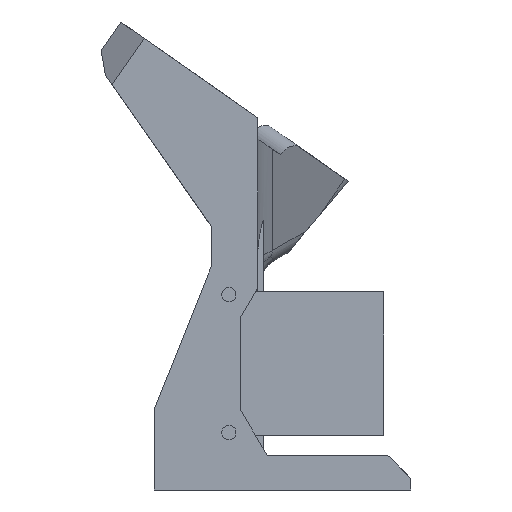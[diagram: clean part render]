
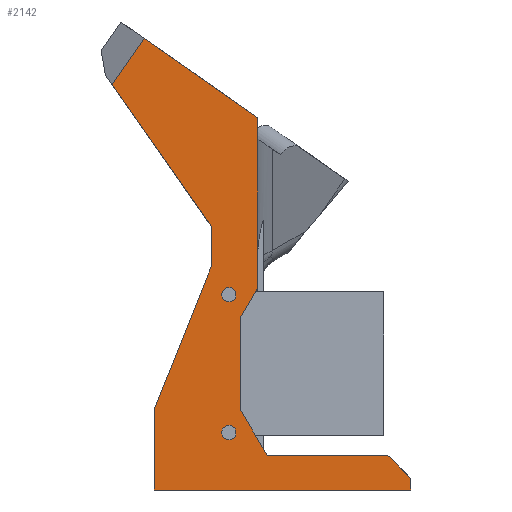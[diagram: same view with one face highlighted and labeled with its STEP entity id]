
A CAD part, left-side view. The second image highlights one B-rep face of the part: STEP entity #2142.
In plain terms, the highlighted planar face has unit normal (-1, 0, 0).
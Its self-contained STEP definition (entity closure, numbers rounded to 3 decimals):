
#78 = LINE ( 'NONE', #2029, #3135 ) ;
#102 = CARTESIAN_POINT ( 'NONE',  ( 0., 0., 6. ) ) ;
#153 = VECTOR ( 'NONE', #1058, 1000. ) ;
#162 = CARTESIAN_POINT ( 'NONE',  ( 0., 31.7, 34. ) ) ;
#208 = LINE ( 'NONE', #1801, #3060 ) ;
#230 = VERTEX_POINT ( 'NONE', #3099 ) ;
#239 = EDGE_CURVE ( 'NONE', #3109, #3963, #3263, .T. ) ;
#265 = FACE_BOUND ( 'NONE', #3751, .T. ) ;
#278 = LINE ( 'NONE', #4215, #2185 ) ;
#305 = ORIENTED_EDGE ( 'NONE', *, *, #1389, .F. ) ;
#370 = DIRECTION ( 'NONE',  ( 0., 0.371, -0.928 ) ) ;
#387 = ORIENTED_EDGE ( 'NONE', *, *, #1451, .F. ) ;
#427 = LINE ( 'NONE', #736, #1614 ) ;
#469 = EDGE_CURVE ( 'NONE', #3446, #3509, #208, .T. ) ;
#485 = CARTESIAN_POINT ( 'NONE',  ( 0., 44.7, 0. ) ) ;
#486 = DIRECTION ( 'NONE',  ( 0., -0.506, -0.863 ) ) ;
#500 = EDGE_CURVE ( 'NONE', #655, #1743, #2440, .T. ) ;
#537 = AXIS2_PLACEMENT_3D ( 'NONE', #3048, #1090, #3754 ) ;
#589 = VERTEX_POINT ( 'NONE', #3315 ) ;
#595 = VERTEX_POINT ( 'NONE', #3735 ) ;
#621 = ORIENTED_EDGE ( 'NONE', *, *, #3244, .F. ) ;
#655 = VERTEX_POINT ( 'NONE', #1420 ) ;
#686 = LINE ( 'NONE', #2655, #4071 ) ;
#706 = LINE ( 'NONE', #102, #1493 ) ;
#736 = CARTESIAN_POINT ( 'NONE',  ( 0., 26.7, 39. ) ) ;
#761 = ORIENTED_EDGE ( 'NONE', *, *, #3481, .F. ) ;
#783 = EDGE_CURVE ( 'NONE', #230, #4211, #1215, .T. ) ;
#812 = VECTOR ( 'NONE', #2470, 1000. ) ;
#891 = VERTEX_POINT ( 'NONE', #2956 ) ;
#902 = ORIENTED_EDGE ( 'NONE', *, *, #1385, .F. ) ;
#926 = DIRECTION ( 'NONE',  ( 0., 0.506, -0.863 ) ) ;
#969 = CARTESIAN_POINT ( 'NONE',  ( 0., 25.007, 6. ) ) ;
#972 = DIRECTION ( 'NONE',  ( 1., 0., 0. ) ) ;
#1015 = DIRECTION ( 'NONE',  ( 0., 0., -1. ) ) ;
#1045 = DIRECTION ( 'NONE',  ( 0., -0.707, -0.707 ) ) ;
#1058 = DIRECTION ( 'NONE',  ( 0., -0.574, -0.819 ) ) ;
#1073 = EDGE_CURVE ( 'NONE', #595, #655, #1362, .T. ) ;
#1078 = VERTEX_POINT ( 'NONE', #3416 ) ;
#1090 = DIRECTION ( 'NONE',  ( -1., 0., 0. ) ) ;
#1122 = CARTESIAN_POINT ( 'NONE',  ( 0., 31.7, 32.75 ) ) ;
#1131 = ORIENTED_EDGE ( 'NONE', *, *, #469, .T. ) ;
#1203 = DIRECTION ( 'NONE',  ( 0., -0.819, -0.574 ) ) ;
#1215 = CIRCLE ( 'NONE', #3491, 1.25 ) ;
#1224 = AXIS2_PLACEMENT_3D ( 'NONE', #1598, #972, #1015 ) ;
#1251 = LINE ( 'NONE', #2894, #1776 ) ;
#1266 = CARTESIAN_POINT ( 'NONE',  ( 0., 44.7, 14. ) ) ;
#1278 = ORIENTED_EDGE ( 'NONE', *, *, #4146, .F. ) ;
#1333 = LINE ( 'NONE', #2694, #1489 ) ;
#1362 = LINE ( 'NONE', #2359, #1611 ) ;
#1372 = DIRECTION ( 'NONE',  ( 0., 0., -1. ) ) ;
#1385 = EDGE_CURVE ( 'NONE', #3703, #1842, #1333, .T. ) ;
#1389 = EDGE_CURVE ( 'NONE', #3101, #1672, #427, .T. ) ;
#1419 = AXIS2_PLACEMENT_3D ( 'NONE', #162, #2130, #3526 ) ;
#1420 = CARTESIAN_POINT ( 'NONE',  ( 0., 29.7, 14.003 ) ) ;
#1441 = ORIENTED_EDGE ( 'NONE', *, *, #2463, .F. ) ;
#1451 = EDGE_CURVE ( 'NONE', #3963, #3109, #1491, .T. ) ;
#1483 = VECTOR ( 'NONE', #486, 1000. ) ;
#1489 = VECTOR ( 'NONE', #1045, 1000. ) ;
#1491 = CIRCLE ( 'NONE', #537, 1.25 ) ;
#1493 = VECTOR ( 'NONE', #1789, 1000. ) ;
#1501 = ORIENTED_EDGE ( 'NONE', *, *, #500, .F. ) ;
#1517 = LINE ( 'NONE', #2838, #3217 ) ;
#1533 = CARTESIAN_POINT ( 'NONE',  ( 0., 49.84, 73.713 ) ) ;
#1578 = FACE_BOUND ( 'NONE', #3851, .T. ) ;
#1594 = ORIENTED_EDGE ( 'NONE', *, *, #4141, .T. ) ;
#1598 = CARTESIAN_POINT ( 'NONE',  ( 0., 0., 6. ) ) ;
#1611 = VECTOR ( 'NONE', #3743, 1000. ) ;
#1614 = VECTOR ( 'NONE', #2352, 1000. ) ;
#1672 = VERTEX_POINT ( 'NONE', #2884 ) ;
#1714 = LINE ( 'NONE', #2537, #2597 ) ;
#1743 = VERTEX_POINT ( 'NONE', #969 ) ;
#1750 = ORIENTED_EDGE ( 'NONE', *, *, #2376, .T. ) ;
#1765 = DIRECTION ( 'NONE',  ( 0., 0., -1. ) ) ;
#1776 = VECTOR ( 'NONE', #3205, 1000. ) ;
#1789 = DIRECTION ( 'NONE',  ( 0., -1., 0. ) ) ;
#1801 = CARTESIAN_POINT ( 'NONE',  ( 0., 44.7, 6. ) ) ;
#1805 = ORIENTED_EDGE ( 'NONE', *, *, #2769, .T. ) ;
#1842 = VERTEX_POINT ( 'NONE', #2706 ) ;
#2029 = CARTESIAN_POINT ( 'NONE',  ( 0., 34.7, 39. ) ) ;
#2130 = DIRECTION ( 'NONE',  ( -1., 0., 0. ) ) ;
#2142 = ADVANCED_FACE ( 'NONE', ( #2282, #265, #1578 ), #4209, .F. ) ;
#2185 = VECTOR ( 'NONE', #926, 1000. ) ;
#2282 = FACE_OUTER_BOUND ( 'NONE', #2851, .T. ) ;
#2352 = DIRECTION ( 'NONE',  ( 0., 0., -1. ) ) ;
#2359 = CARTESIAN_POINT ( 'NONE',  ( 0., 29.7, 14.003 ) ) ;
#2376 = EDGE_CURVE ( 'NONE', #2868, #2874, #2807, .T. ) ;
#2416 = LINE ( 'NONE', #3725, #153 ) ;
#2440 = LINE ( 'NONE', #3777, #1483 ) ;
#2463 = EDGE_CURVE ( 'NONE', #2868, #3101, #1517, .T. ) ;
#2470 = DIRECTION ( 'NONE',  ( 0., 0.574, -0.819 ) ) ;
#2537 = CARTESIAN_POINT ( 'NONE',  ( 0., 0., 0. ) ) ;
#2572 = CARTESIAN_POINT ( 'NONE',  ( 0., 31.7, 10. ) ) ;
#2597 = VECTOR ( 'NONE', #3512, 1000. ) ;
#2601 = DIRECTION ( 'NONE',  ( -1., 0., 0. ) ) ;
#2625 = EDGE_CURVE ( 'NONE', #1842, #891, #686, .T. ) ;
#2655 = CARTESIAN_POINT ( 'NONE',  ( 0., 0., 6. ) ) ;
#2668 = EDGE_CURVE ( 'NONE', #2874, #1078, #2416, .T. ) ;
#2694 = CARTESIAN_POINT ( 'NONE',  ( 0., 4., 6. ) ) ;
#2706 = CARTESIAN_POINT ( 'NONE',  ( 0., 0., 2. ) ) ;
#2769 = EDGE_CURVE ( 'NONE', #589, #3446, #78, .T. ) ;
#2807 = LINE ( 'NONE', #1533, #812 ) ;
#2814 = ORIENTED_EDGE ( 'NONE', *, *, #4101, .T. ) ;
#2838 = CARTESIAN_POINT ( 'NONE',  ( 0., 32.7, 69. ) ) ;
#2851 = EDGE_LOOP ( 'NONE', ( #621, #1501, #3157, #1278, #305, #1441, #1750, #3370, #1594, #1805, #1131, #2814, #3348, #902 ) ) ;
#2868 = VERTEX_POINT ( 'NONE', #2876 ) ;
#2874 = VERTEX_POINT ( 'NONE', #4217 ) ;
#2876 = CARTESIAN_POINT ( 'NONE',  ( 0., 46.415, 78.604 ) ) ;
#2883 = DIRECTION ( 'NONE',  ( -1., 0., 0. ) ) ;
#2884 = CARTESIAN_POINT ( 'NONE',  ( 0., 26.7, 35.113 ) ) ;
#2894 = CARTESIAN_POINT ( 'NONE',  ( 0., 34.7, 189.755 ) ) ;
#2941 = CARTESIAN_POINT ( 'NONE',  ( 0., 4., 6. ) ) ;
#2947 = CARTESIAN_POINT ( 'NONE',  ( 0., 31.7, 11.25 ) ) ;
#2956 = CARTESIAN_POINT ( 'NONE',  ( 0., 0., 0. ) ) ;
#3048 = CARTESIAN_POINT ( 'NONE',  ( 0., 31.7, 34. ) ) ;
#3060 = VECTOR ( 'NONE', #1765, 1000. ) ;
#3082 = AXIS2_PLACEMENT_3D ( 'NONE', #2572, #2601, #3642 ) ;
#3099 = CARTESIAN_POINT ( 'NONE',  ( 0., 31.7, 8.75 ) ) ;
#3101 = VERTEX_POINT ( 'NONE', #3720 ) ;
#3109 = VERTEX_POINT ( 'NONE', #1122 ) ;
#3135 = VECTOR ( 'NONE', #370, 1000. ) ;
#3144 = CIRCLE ( 'NONE', #3082, 1.25 ) ;
#3157 = ORIENTED_EDGE ( 'NONE', *, *, #1073, .F. ) ;
#3205 = DIRECTION ( 'NONE',  ( 0., 0., -1. ) ) ;
#3217 = VECTOR ( 'NONE', #1203, 1000. ) ;
#3232 = ORIENTED_EDGE ( 'NONE', *, *, #239, .F. ) ;
#3244 = EDGE_CURVE ( 'NONE', #1743, #3703, #706, .T. ) ;
#3263 = CIRCLE ( 'NONE', #1419, 1.25 ) ;
#3310 = CARTESIAN_POINT ( 'NONE',  ( 0., 31.7, 35.25 ) ) ;
#3315 = CARTESIAN_POINT ( 'NONE',  ( 0., 34.7, 39. ) ) ;
#3348 = ORIENTED_EDGE ( 'NONE', *, *, #2625, .F. ) ;
#3370 = ORIENTED_EDGE ( 'NONE', *, *, #2668, .T. ) ;
#3416 = CARTESIAN_POINT ( 'NONE',  ( 0., 34.7, 45.832 ) ) ;
#3417 = ORIENTED_EDGE ( 'NONE', *, *, #783, .F. ) ;
#3446 = VERTEX_POINT ( 'NONE', #1266 ) ;
#3481 = EDGE_CURVE ( 'NONE', #4211, #230, #3144, .T. ) ;
#3491 = AXIS2_PLACEMENT_3D ( 'NONE', #3611, #2883, #4222 ) ;
#3509 = VERTEX_POINT ( 'NONE', #485 ) ;
#3512 = DIRECTION ( 'NONE',  ( 0., -1., 0. ) ) ;
#3526 = DIRECTION ( 'NONE',  ( 0., 0., 1. ) ) ;
#3611 = CARTESIAN_POINT ( 'NONE',  ( 0., 31.7, 10. ) ) ;
#3642 = DIRECTION ( 'NONE',  ( 0., 0., 1. ) ) ;
#3703 = VERTEX_POINT ( 'NONE', #2941 ) ;
#3720 = CARTESIAN_POINT ( 'NONE',  ( 0., 26.7, 64.799 ) ) ;
#3725 = CARTESIAN_POINT ( 'NONE',  ( 0., 55.083, 74.942 ) ) ;
#3735 = CARTESIAN_POINT ( 'NONE',  ( 0., 29.7, 29.997 ) ) ;
#3743 = DIRECTION ( 'NONE',  ( 0., 0., -1. ) ) ;
#3751 = EDGE_LOOP ( 'NONE', ( #761, #3417 ) ) ;
#3754 = DIRECTION ( 'NONE',  ( 0., 0., 1. ) ) ;
#3777 = CARTESIAN_POINT ( 'NONE',  ( 0., 26.7, 8.887 ) ) ;
#3851 = EDGE_LOOP ( 'NONE', ( #387, #3232 ) ) ;
#3963 = VERTEX_POINT ( 'NONE', #3310 ) ;
#4071 = VECTOR ( 'NONE', #1372, 1000. ) ;
#4101 = EDGE_CURVE ( 'NONE', #3509, #891, #1714, .T. ) ;
#4141 = EDGE_CURVE ( 'NONE', #1078, #589, #1251, .T. ) ;
#4146 = EDGE_CURVE ( 'NONE', #1672, #595, #278, .T. ) ;
#4209 = PLANE ( 'NONE',  #1224 ) ;
#4211 = VERTEX_POINT ( 'NONE', #2947 ) ;
#4215 = CARTESIAN_POINT ( 'NONE',  ( 0., 29.7, 29.997 ) ) ;
#4217 = CARTESIAN_POINT ( 'NONE',  ( 0., 52.031, 70.584 ) ) ;
#4222 = DIRECTION ( 'NONE',  ( 0., 0., 1. ) ) ;
